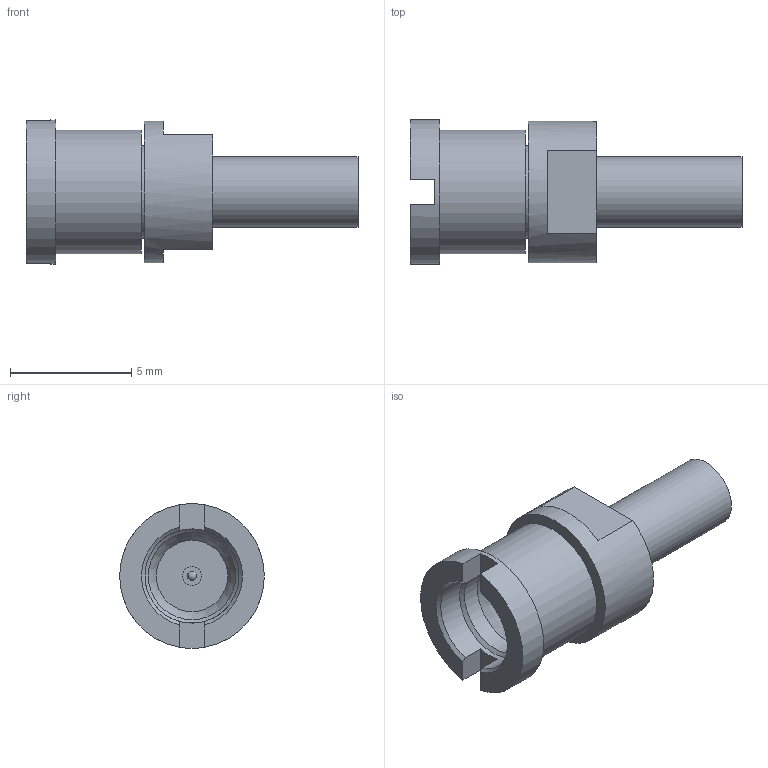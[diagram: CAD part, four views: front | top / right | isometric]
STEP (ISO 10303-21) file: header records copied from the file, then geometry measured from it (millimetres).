
FILE_DESCRIPTION (( 'STEP AP203' ), '1' );
FILE_NAME ('PE44962.step', '2019-11-25T21:56:12', ( '' ), ( '' ), 'SwSTEP 2.0', 'SolidWorks 2018', '' );
FILE_SCHEMA (( 'CONFIG_CONTROL_DESIGN' ));
Length unit declared in the file: inch
Products named in the file (1): PE44962
Bounding box: 13.7 x 5.97 x 5.97 mm (x, y, z)
Volume: 154.8 mm3; surface area: 380.8 mm2
Topology: 2 solids, 2 shells, 40 faces, 89 edges, 57 vertices
Faces by surface type: plane 21, cylinder 12, cone 6, sphere 1
Full cylindrical faces by diameter (mm): 0.381 x1, 0.786 x1, 2.159 x1, 2.921 x1, 2.946 x1, 3.175 x1, 3.607 x1, 3.836 x1, 3.886 x1, 5.08 x1, 5.842 x1, 5.969 x1
Entity records: 1041 total; most frequent: DIRECTION 178, CARTESIAN_POINT 167, ORIENTED_EDGE 128, AXIS2_PLACEMENT_3D 77, EDGE_CURVE 64, EDGE_LOOP 62, FACE_OUTER_BOUND 52, VERTEX_POINT 50
